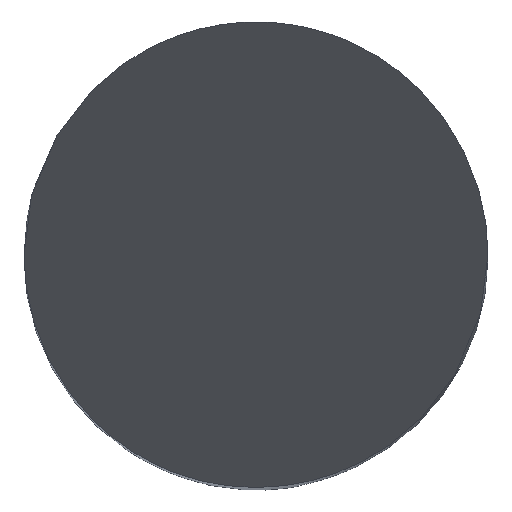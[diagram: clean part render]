
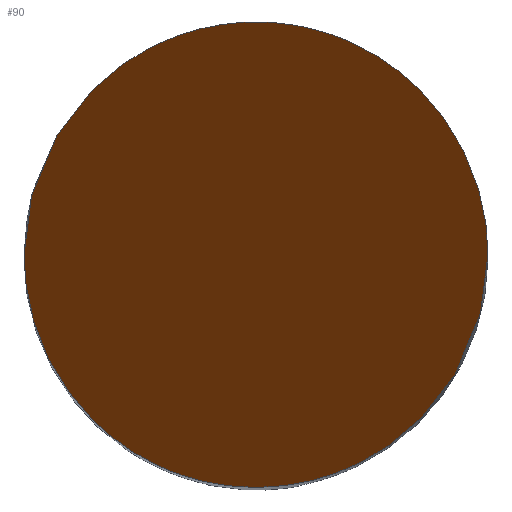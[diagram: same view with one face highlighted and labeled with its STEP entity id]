
A CAD part, top view. The second image highlights one B-rep face of the part: STEP entity #90.
In plain terms, the highlighted planar face has unit normal (0, -0.866, 0.5).
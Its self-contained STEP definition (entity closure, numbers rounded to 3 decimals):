
#48=PLANE('',#656);
#90=ADVANCED_FACE('FLCHE2',(#130),#48,.F.);
#130=FACE_OUTER_BOUND('',#164,.T.);
#164=EDGE_LOOP('',(#294,#295));
#294=ORIENTED_EDGE('',*,*,#486,.F.);
#295=ORIENTED_EDGE('',*,*,#492,.F.);
#430=VERTEX_POINT('',#949);
#431=VERTEX_POINT('',#950);
#486=EDGE_CURVE('',#430,#431,#597,.T.);
#492=EDGE_CURVE('',#431,#430,#599,.T.);
#597=(
BOUNDED_CURVE()
B_SPLINE_CURVE(3,(#945,#946,#947,#948),.UNSPECIFIED.,.F.,.F.)
B_SPLINE_CURVE_WITH_KNOTS((4,4),(0.,1.),.UNSPECIFIED.)
CURVE()
GEOMETRIC_REPRESENTATION_ITEM()
RATIONAL_B_SPLINE_CURVE((1.,0.333,0.333,1.))
REPRESENTATION_ITEM('')
);
#599=(
BOUNDED_CURVE()
B_SPLINE_CURVE(3,(#963,#964,#965,#966),.UNSPECIFIED.,.F.,.F.)
B_SPLINE_CURVE_WITH_KNOTS((4,4),(0.,1.),.UNSPECIFIED.)
CURVE()
GEOMETRIC_REPRESENTATION_ITEM()
RATIONAL_B_SPLINE_CURVE((1.,0.333,0.333,1.))
REPRESENTATION_ITEM('')
);
#656=AXIS2_PLACEMENT_3D('',#1050,#730,#731);
#730=DIRECTION('',(0.,0.866,-0.5));
#731=DIRECTION('',(0.,0.5,0.866));
#945=CARTESIAN_POINT('',(-4.,0.,0.));
#946=CARTESIAN_POINT('',(-4.,8.,13.856));
#947=CARTESIAN_POINT('',(4.,8.,13.856));
#948=CARTESIAN_POINT('',(4.,0.,0.));
#949=CARTESIAN_POINT('',(-4.,0.,0.));
#950=CARTESIAN_POINT('',(4.,0.,0.));
#963=CARTESIAN_POINT('',(4.,0.,0.));
#964=CARTESIAN_POINT('',(4.,-8.,-13.856));
#965=CARTESIAN_POINT('',(-4.,-8.,-13.856));
#966=CARTESIAN_POINT('',(-4.,0.,0.));
#1050=CARTESIAN_POINT('',(4.,4.,6.928));
